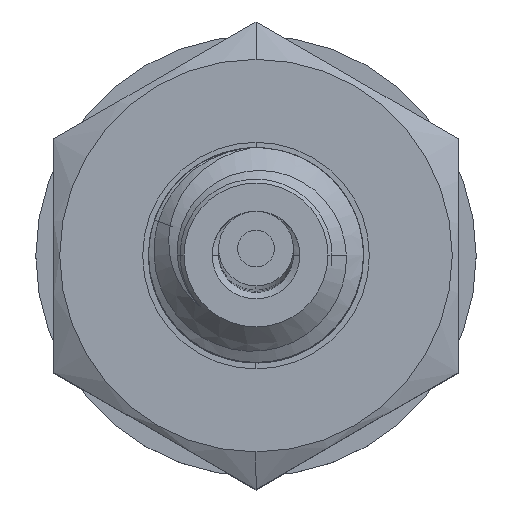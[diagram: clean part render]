
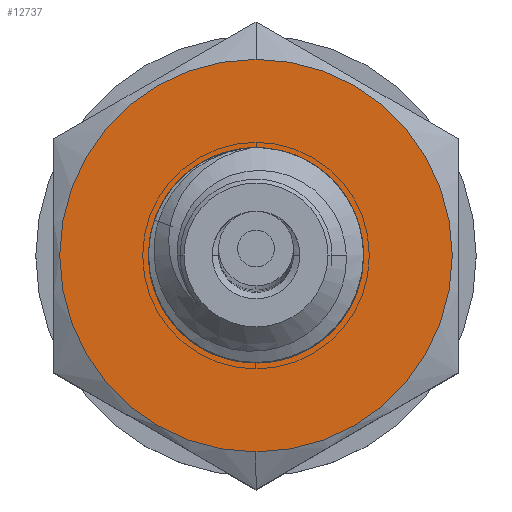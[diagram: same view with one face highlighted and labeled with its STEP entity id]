
A CAD part, top view. The second image highlights one B-rep face of the part: STEP entity #12737.
In plain terms, the highlighted face is planar.
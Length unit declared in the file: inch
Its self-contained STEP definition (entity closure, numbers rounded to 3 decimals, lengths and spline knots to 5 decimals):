
#11914=CARTESIAN_POINT('',(0.,0.09449,0.));
#11915=DIRECTION('',(0.,1.,0.));
#11916=DIRECTION('',(0.,0.,-1.));
#11917=AXIS2_PLACEMENT_3D('',#11914,#11915,#11916);
#11919=CARTESIAN_POINT('',(0.,0.09449,0.));
#11920=DIRECTION('',(0.,1.,0.));
#11921=DIRECTION('',(0.,0.,1.));
#11922=AXIS2_PLACEMENT_3D('',#11919,#11920,#11921);
#11928=CARTESIAN_POINT('',(0.,0.09449,0.));
#11929=DIRECTION('',(0.,-1.,0.));
#11930=DIRECTION('',(0.,0.,1.));
#11931=AXIS2_PLACEMENT_3D('',#11928,#11929,#11930);
#11951=CARTESIAN_POINT('',(0.,0.09449,0.));
#11952=DIRECTION('',(0.,-1.,0.));
#11953=DIRECTION('',(0.,0.,-1.));
#11954=AXIS2_PLACEMENT_3D('',#11951,#11952,#11953);
#12552=CARTESIAN_POINT('',(0.,0.09449,0.10501));
#12553=CARTESIAN_POINT('',(0.,0.09449,-0.10501));
#12554=VERTEX_POINT('',#12552);
#12555=VERTEX_POINT('',#12553);
#12576=CARTESIAN_POINT('',(0.,0.09449,0.05071));
#12577=CARTESIAN_POINT('',(0.,0.09449,-0.05071));
#12578=VERTEX_POINT('',#12576);
#12579=VERTEX_POINT('',#12577);
#12722=CARTESIAN_POINT('',(0.04921,0.09449,0.));
#12723=DIRECTION('',(0.,1.,0.));
#12724=DIRECTION('',(0.,0.,1.));
#12725=AXIS2_PLACEMENT_3D('',#12722,#12723,#12724);
#12726=PLANE('',#12725);
#12727=ORIENTED_EDGE('',*,*,#12709,.F.);
#12728=ORIENTED_EDGE('',*,*,#12699,.F.);
#12729=EDGE_LOOP('',(#12727,#12728));
#12730=FACE_OUTER_BOUND('',#12729,.F.);
#12732=ORIENTED_EDGE('',*,*,#12731,.F.);
#12734=ORIENTED_EDGE('',*,*,#12733,.F.);
#12735=EDGE_LOOP('',(#12732,#12734));
#12736=FACE_BOUND('',#12735,.F.);
#12737=ADVANCED_FACE('',(#12730,#12736),#12726,.T.);
#11918=CIRCLE('',#11917,0.10501);
#11923=CIRCLE('',#11922,0.10501);
#11932=CIRCLE('',#11931,0.05071);
#11955=CIRCLE('',#11954,0.05071);
#12699=EDGE_CURVE('',#12555,#12554,#11918,.T.);
#12709=EDGE_CURVE('',#12554,#12555,#11923,.T.);
#12731=EDGE_CURVE('',#12578,#12579,#11932,.T.);
#12733=EDGE_CURVE('',#12579,#12578,#11955,.T.);
